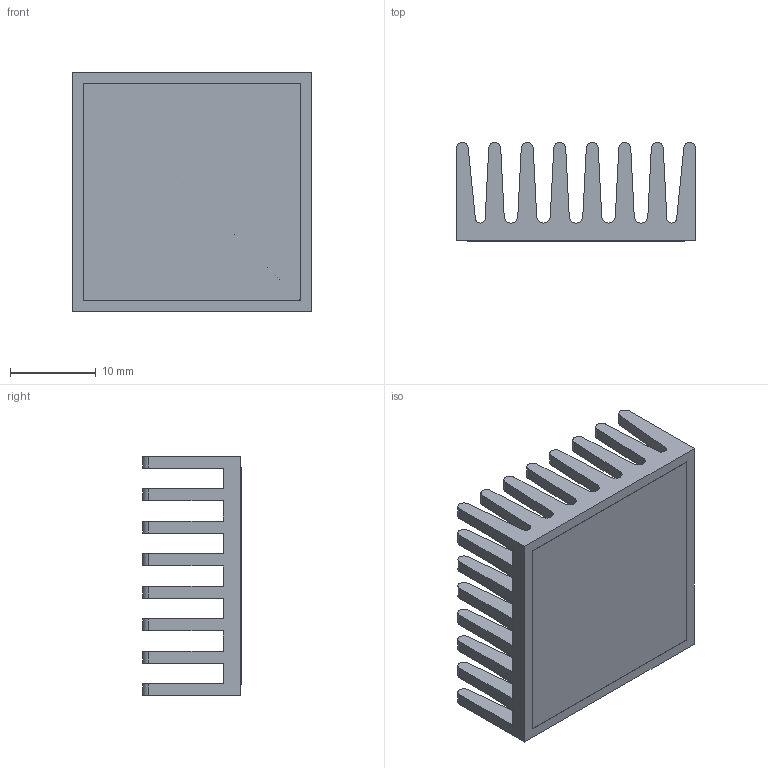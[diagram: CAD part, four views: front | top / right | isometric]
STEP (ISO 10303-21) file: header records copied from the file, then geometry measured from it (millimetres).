
FILE_DESCRIPTION (( 'STEP AP214' ), '1' );
FILE_NAME ('658-45ABT4E HEATSINK CPU 28MM SQ BLK W-TAPE.step', '2017-12-04T14:36:32', ( '' ), ( '' ), 'SwSTEP 2.0', 'SolidWorks 2017', '' );
FILE_SCHEMA (( 'AUTOMOTIVE_DESIGN' ));
Length unit declared in the file: inch
Products named in the file (1): 658-45ABT4E HEATSINK CPU 28MM SQ BLK W-TAPE
Bounding box: 27.94 x 11.51 x 27.94 mm (x, y, z)
Volume: 3160.1 mm3; surface area: 5483.2 mm2
Topology: 1 solids, 1 shells, 411 faces, 1116 edges, 744 vertices
Faces by surface type: plane 235, cylinder 176
Entity records: 13062 total; most frequent: DIRECTION 2292, CARTESIAN_POINT 2272, ORIENTED_EDGE 2232, EDGE_CURVE 1116, VECTOR 764, AXIS2_PLACEMENT_3D 764, LINE 764, VERTEX_POINT 744
